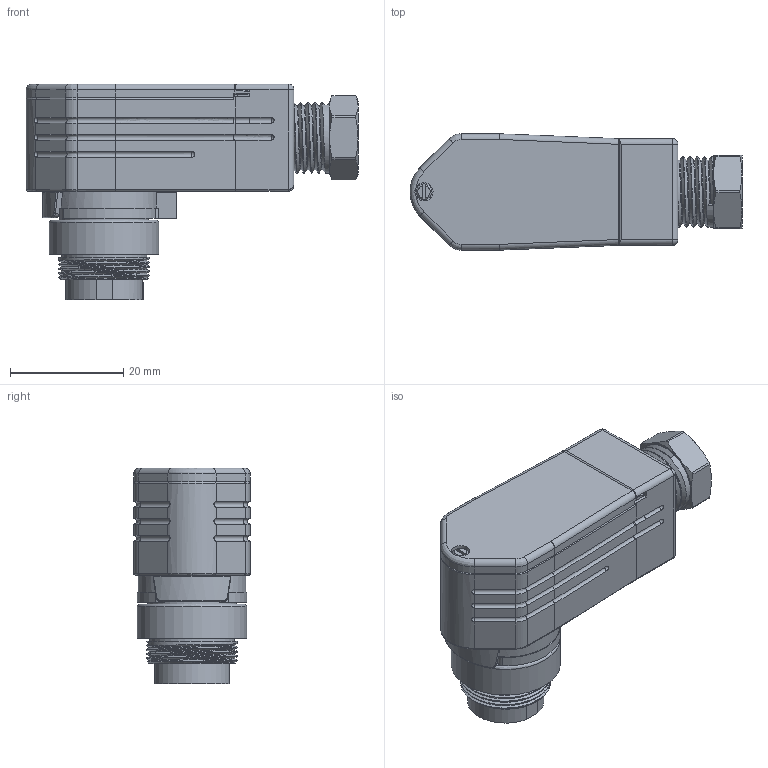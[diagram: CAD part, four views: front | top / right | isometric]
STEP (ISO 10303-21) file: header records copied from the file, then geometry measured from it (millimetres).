
FILE_DESCRIPTION(/* description */ (''),/* implementation_level */ '2;1');
FILE_NAME(/* name */ 'c091 31k008 100 2 unxc001-01.stp',/* time_stamp */ '2019-07-08T14:28:04+02:00',/* author */ (''),/* organization */ (''),/* preprocessor_version */ 'ST-DEVELOPER v16.7',/* originating_system */ 'SIEMENS PLM Software NX 12.0',/* authorisation */ '');
FILE_SCHEMA (('AUTOMOTIVE_DESIGN { 1 0 10303 214 3 1 1 1 }'));
Length unit declared in the file: millimetre
Products named in the file (1): c091 31k008 100 2 unxc001-01
Bounding box: 58.56 x 20.5 x 38.1 mm (x, y, z)
Volume: 21260.4 mm3; surface area: 8247.5 mm2
Topology: 1 solids, 9 shells, 507 faces, 1262 edges, 758 vertices
Faces by surface type: plane 188, cylinder 152, bspline 89, cone 38, sphere 26, torus 10, revolution 4
Full cylindrical faces by diameter (mm): 1.475 x8, 1.5 x8, 1.82 x8, 2.8 x1, 3.2 x1, 12.5 x5, 14.2 x1, 15 x1, 15.7 x1, 19.3 x1
Entity records: 17084 total; most frequent: CARTESIAN_POINT 6043, ORIENTED_EDGE 2192, DIRECTION 2180, EDGE_CURVE 1096, AXIS2_PLACEMENT_3D 828, VERTEX_POINT 704, EDGE_LOOP 602, LINE 520
